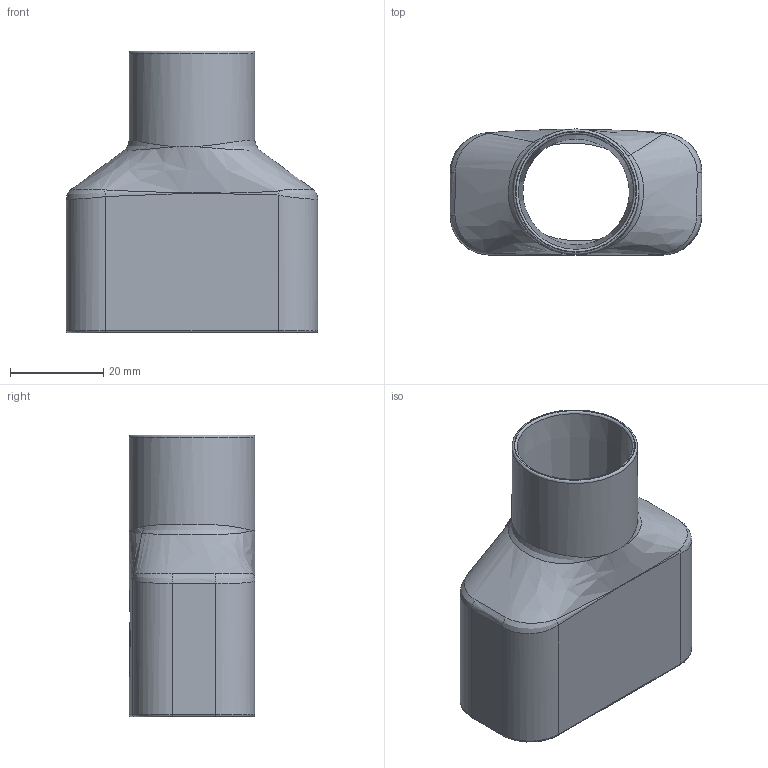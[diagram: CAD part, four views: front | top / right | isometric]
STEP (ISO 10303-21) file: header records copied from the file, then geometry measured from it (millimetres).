
FILE_DESCRIPTION(/* description */ ('Unknown'),/* implementation_level */ '2;1');
FILE_NAME(/* name */ 'Monoaxial_14May2020_Complete',/* time_stamp */ '2020-05-14T20:40:40+05:00',/* author */ ('Unknown'),/* organization */ ('Unknown'),/* preprocessor_version */ 'ST-DEVELOPER v16.7',/* originating_system */ 'Solid Edge',/* authorisation */ 'Unknown');
FILE_SCHEMA (('AUTOMOTIVE_DESIGN {1 0 10303 214 3 1 1}'));
Length unit declared in the file: millimetre
Products named in the file (1): Monoaxial_14May2020_Complete
Bounding box: 54 x 27 x 60.5 mm (x, y, z)
Volume: 15563.8 mm3; surface area: 14477.2 mm2
Topology: 1 solids, 1 shells, 101 faces, 248 edges, 147 vertices
Faces by surface type: bspline 56, cylinder 17, plane 13, torus 10, cone 5
Full cylindrical faces by diameter (mm): 27 x1
Entity records: 5391 total; most frequent: CARTESIAN_POINT 3422, ORIENTED_EDGE 480, DIRECTION 295, EDGE_CURVE 240, VERTEX_POINT 145, AXIS2_PLACEMENT_3D 128, B_SPLINE_CURVE_WITH_KNOTS 119, EDGE_LOOP 107
